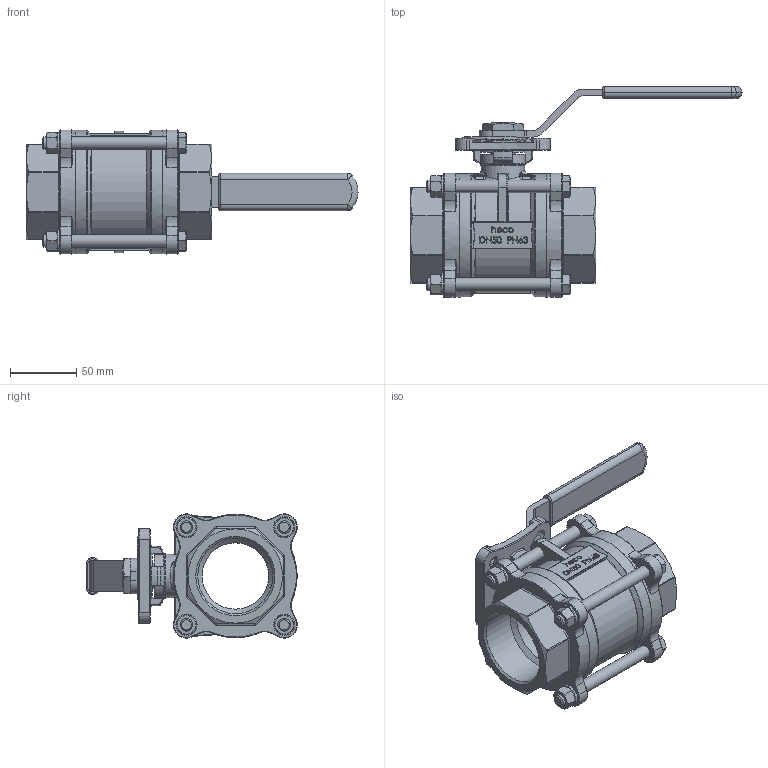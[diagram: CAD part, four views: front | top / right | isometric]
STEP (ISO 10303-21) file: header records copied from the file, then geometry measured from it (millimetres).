
FILE_DESCRIPTION (( 'STEP AP214' ), '1' );
FILE_NAME ('K3-200-PIG-4 Kugelhahn 3-teilig 2311.STEP', '2023-11-30T09:22:48', ( '' ), ( '' ), 'SwSTEP 2.0', 'SolidWorks 2019', '' );
FILE_SCHEMA (( 'AUTOMOTIVE_DESIGN' ));
Length unit declared in the file: millimetre
Products named in the file (1): K3-200-PIG-4 Kugelhahn 3-teilig 2311
Bounding box: 250 x 158.73 x 93.46 mm (x, y, z)
Volume: 631839.6 mm3; surface area: 124688.1 mm2
Topology: 1 solids, 1 shells, 1307 faces, 3276 edges, 1985 vertices
Faces by surface type: plane 437, bspline 333, cylinder 276, torus 151, cone 94, sphere 16
Full cylindrical faces by diameter (mm): 7 x1, 9.52 x8, 10 x10, 16 x4, 19 x1, 25 x1, 33 x1, 34 x2, 36 x1, 50 x1, 56.65 x2, 92.98 x2, 93 x2
Entity records: 57795 total; most frequent: CARTESIAN_POINT 25593, ORIENTED_EDGE 6278, DIRECTION 5087, EDGE_CURVE 3139, VERTEX_POINT 1963, AXIS2_PLACEMENT_3D 1869, EDGE_LOOP 1470, FACE_OUTER_BOUND 1354
